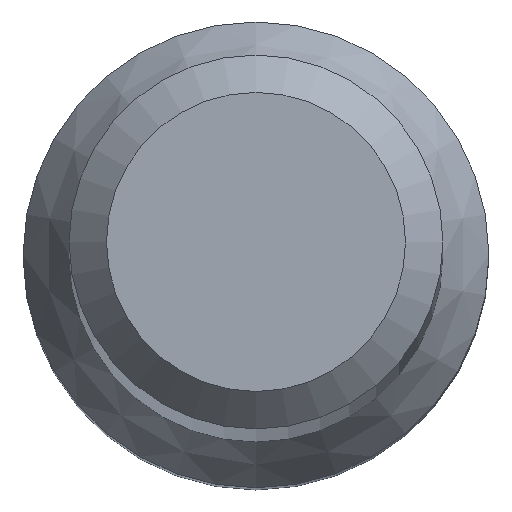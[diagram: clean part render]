
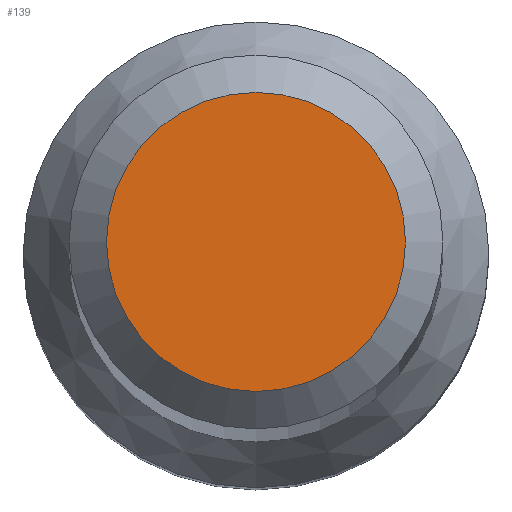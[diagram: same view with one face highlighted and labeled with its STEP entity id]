
A CAD part, top view. The second image highlights one B-rep face of the part: STEP entity #139.
In plain terms, the highlighted planar face has unit normal (0, 0, 1).
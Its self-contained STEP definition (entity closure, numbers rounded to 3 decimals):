
#16 = AXIS2_PLACEMENT_3D ( 'NONE', #181, #36, #111 ) ;
#20 = PLANE ( 'NONE',  #16 ) ;
#36 = DIRECTION ( 'NONE',  ( 0., 0., 1. ) ) ;
#49 = DIRECTION ( 'NONE',  ( 0., 0., -1. ) ) ;
#94 = FACE_OUTER_BOUND ( 'NONE', #233, .T. ) ;
#111 = DIRECTION ( 'NONE',  ( 0., -1., 0. ) ) ;
#137 = CARTESIAN_POINT ( 'NONE',  ( 0., 1.2, 70. ) ) ;
#139 = ADVANCED_FACE ( 'NONE', ( #94 ), #20, .T. ) ;
#155 = VERTEX_POINT ( 'NONE', #137 ) ;
#168 = DIRECTION ( 'NONE',  ( 0., 1., 0. ) ) ;
#181 = CARTESIAN_POINT ( 'NONE',  ( 0., 0., 70. ) ) ;
#191 = CIRCLE ( 'NONE', #236, 1.2 ) ;
#218 = CARTESIAN_POINT ( 'NONE',  ( 0., 0., 70. ) ) ;
#225 = EDGE_CURVE ( 'NONE', #155, #155, #191, .T. ) ;
#231 = ORIENTED_EDGE ( 'NONE', *, *, #225, .F. ) ;
#233 = EDGE_LOOP ( 'NONE', ( #231 ) ) ;
#236 = AXIS2_PLACEMENT_3D ( 'NONE', #218, #49, #168 ) ;
